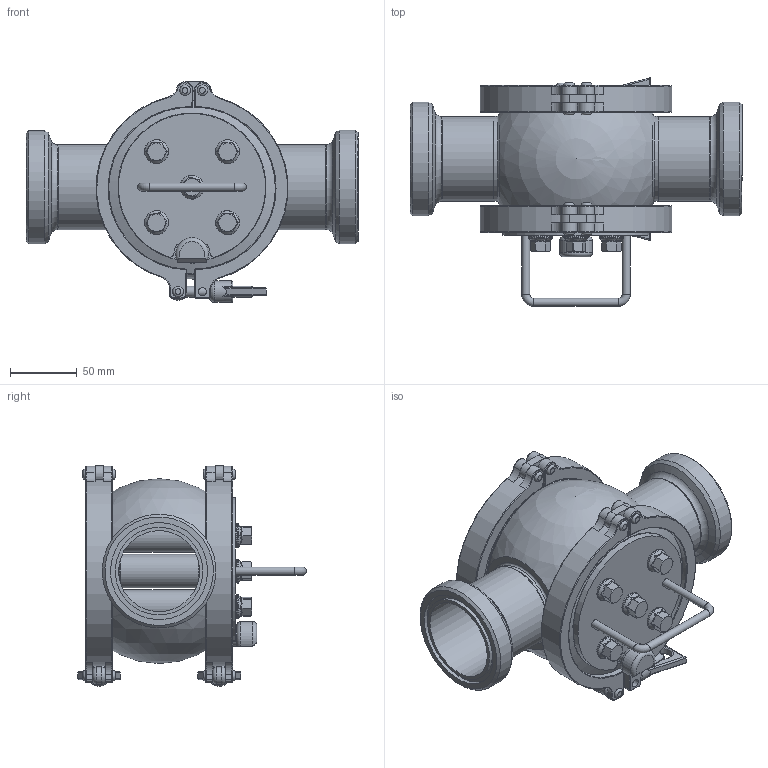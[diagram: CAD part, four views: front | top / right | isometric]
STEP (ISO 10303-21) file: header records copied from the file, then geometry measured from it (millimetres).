
FILE_DESCRIPTION(/* description */ (''),/* implementation_level */ '2;1');
FILE_NAME(/* name */ 'E0020362.stp',/* time_stamp */ '2024-02-20T15:40:28+01:00',/* author */ ('avd'),/* organization */ (''),/* preprocessor_version */ 'ST-DEVELOPER v18.1',/* originating_system */ 'Autodesk Inventor 2021',/* authorisation */ '');
FILE_SCHEMA (('CONFIG_CONTROL_DESIGN'));
Length unit declared in the file: millimetre
Products named in the file (1): Part2
Bounding box: 248 x 170.9 x 164.91 mm (x, y, z)
Volume: 956969.6 mm3; surface area: 334766.4 mm2
Topology: 1 solids, 19 shells, 984 faces, 2419 edges, 1469 vertices
Faces by surface type: cylinder 342, plane 277, torus 158, cone 107, bspline 94, sphere 6
Full cylindrical faces by diameter (mm): 0.01 x8, 0.1 x4, 4.134 x1, 6 x11, 6.1 x16, 6.647 x5, 8 x21, 8.2 x5, 9 x5, 12 x1, 13.7 x2, 14 x2, 16 x2, 16.9 x5, 18 x5, 24 x5, 24.8 x5, 25 x10, 60.5 x2, 63.5 x6, 65.5 x2, 72.5 x2, 85 x2, 106.6 x2, 107.4 x2, 109.7 x2, 115 x2, 116 x1
Entity records: 33935 total; most frequent: CARTESIAN_POINT 10066, DIRECTION 4887, ORIENTED_EDGE 4744, EDGE_CURVE 2372, AXIS2_PLACEMENT_3D 2091, VERTEX_POINT 1469, CIRCLE 1172, EDGE_LOOP 1111
